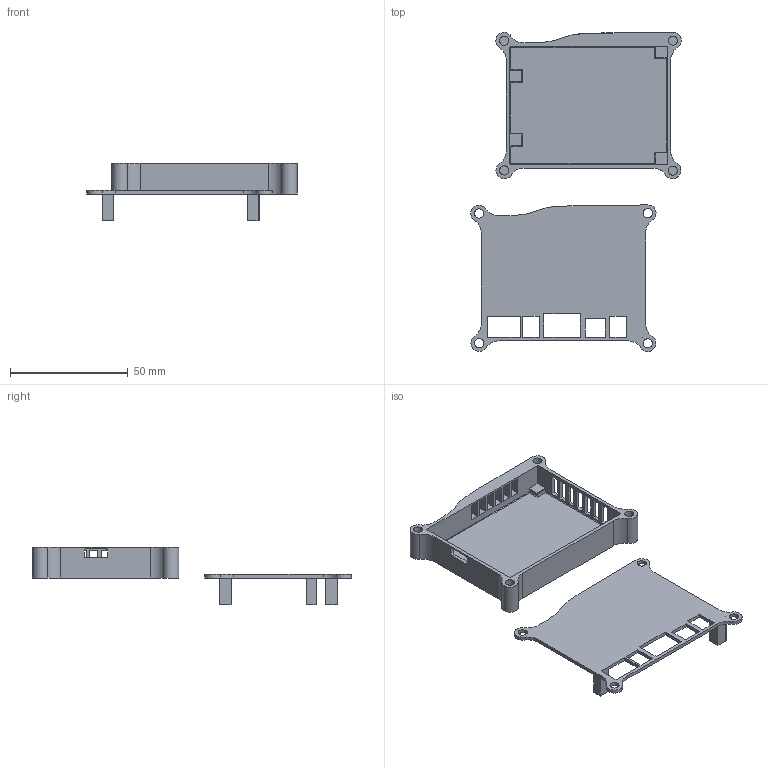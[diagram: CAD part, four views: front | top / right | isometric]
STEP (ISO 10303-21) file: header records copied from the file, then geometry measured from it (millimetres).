
FILE_DESCRIPTION(/* description */ ('STEP AP242','CAx-IF Rec.Pracs.---Representation and Presentation of Product Manufacturing Information (PMI)---4.0---2014-10-13','CAx-IF Rec.Pracs.---3D Tessellated Geometry---0.4---2014-09-14','2;1'),/* implementation_level */ '2;1');
FILE_NAME(/* name */ '68acd81e922c316036893747',/* time_stamp */ '2025-08-25T21:39:43Z',/* author */ (''),/* organization */ (''),/* preprocessor_version */ 'ST-DEVELOPER v20',/* originating_system */ 'ONSHAPE BY PTC INC, 1.202',/* authorisation */ ' ');
FILE_SCHEMA (('AP242_MANAGED_MODEL_BASED_3D_ENGINEERING_MIM_LF { 1 0 10303 442 1 1 4 }'));
Length unit declared in the file: metre
Products named in the file (2): Part 1; Part 2
Bounding box: 89.29 x 135.48 x 24.3 mm (x, y, z)
Volume: 18909 mm3; surface area: 23605 mm2
Topology: 2 solids, 2 shells, 198 faces, 547 edges, 354 vertices
Faces by surface type: plane 135, cylinder 57, sphere 4, bspline 2
Full cylindrical faces by diameter (mm): 3.9 x8
Entity records: 6486 total; most frequent: CARTESIAN_POINT 1285, ORIENTED_EDGE 1070, DIRECTION 1020, EDGE_CURVE 535, LINE 414, VECTOR 414, VERTEX_POINT 354, AXIS2_PLACEMENT_3D 303
